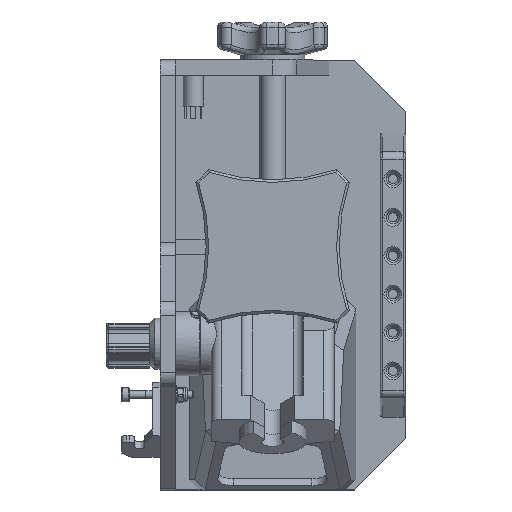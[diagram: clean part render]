
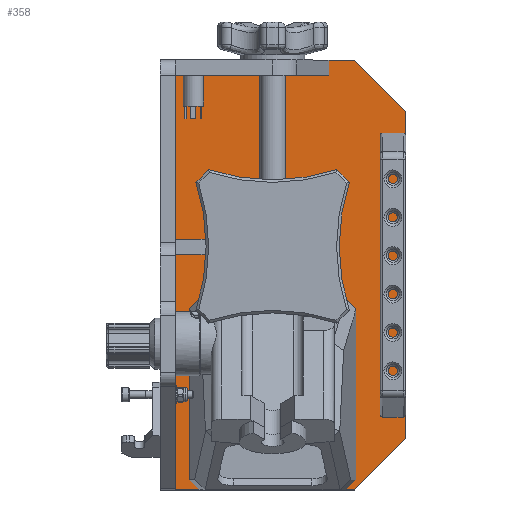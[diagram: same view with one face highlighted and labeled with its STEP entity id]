
A CAD part, top view. The second image highlights one B-rep face of the part: STEP entity #358.
In plain terms, the highlighted planar face has unit normal (0, 0, 1).
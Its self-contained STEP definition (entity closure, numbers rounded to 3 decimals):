
#76 = VERTEX_POINT('',#77);
#77 = CARTESIAN_POINT('',(0.,168.,6.));
#83 = EDGE_CURVE('',#76,#84,#86,.T.);
#84 = VERTEX_POINT('',#85);
#85 = CARTESIAN_POINT('',(0.,0.,6.));
#86 = LINE('',#87,#88);
#87 = CARTESIAN_POINT('',(0.,168.,6.));
#88 = VECTOR('',#89,1.);
#89 = DIRECTION('',(0.,-1.,0.));
#168 = VERTEX_POINT('',#169);
#169 = CARTESIAN_POINT('',(70.,168.,6.));
#175 = EDGE_CURVE('',#168,#76,#176,.T.);
#176 = LINE('',#177,#178);
#177 = CARTESIAN_POINT('',(70.,168.,6.));
#178 = VECTOR('',#179,1.);
#179 = DIRECTION('',(-1.,0.,0.));
#358 = ADVANCED_FACE('',(#359,#393,#404,#415,#426,#437,#448,#459,#470),
  #481,.T.);
#359 = FACE_BOUND('',#360,.T.);
#360 = EDGE_LOOP('',(#361,#362,#370,#378,#386,#392));
#361 = ORIENTED_EDGE('',*,*,#83,.T.);
#362 = ORIENTED_EDGE('',*,*,#363,.T.);
#363 = EDGE_CURVE('',#84,#364,#366,.T.);
#364 = VERTEX_POINT('',#365);
#365 = CARTESIAN_POINT('',(70.,0.,6.));
#366 = LINE('',#367,#368);
#367 = CARTESIAN_POINT('',(0.,0.,6.));
#368 = VECTOR('',#369,1.);
#369 = DIRECTION('',(1.,0.,0.));
#370 = ORIENTED_EDGE('',*,*,#371,.T.);
#371 = EDGE_CURVE('',#364,#372,#374,.T.);
#372 = VERTEX_POINT('',#373);
#373 = CARTESIAN_POINT('',(90.,20.,6.));
#374 = LINE('',#375,#376);
#375 = CARTESIAN_POINT('',(70.,0.,6.));
#376 = VECTOR('',#377,1.);
#377 = DIRECTION('',(0.707,0.707,0.));
#378 = ORIENTED_EDGE('',*,*,#379,.T.);
#379 = EDGE_CURVE('',#372,#380,#382,.T.);
#380 = VERTEX_POINT('',#381);
#381 = CARTESIAN_POINT('',(90.,148.,6.));
#382 = LINE('',#383,#384);
#383 = CARTESIAN_POINT('',(90.,20.,6.));
#384 = VECTOR('',#385,1.);
#385 = DIRECTION('',(0.,1.,0.));
#386 = ORIENTED_EDGE('',*,*,#387,.F.);
#387 = EDGE_CURVE('',#168,#380,#388,.T.);
#388 = LINE('',#389,#390);
#389 = CARTESIAN_POINT('',(70.,168.,6.));
#390 = VECTOR('',#391,1.);
#391 = DIRECTION('',(0.707,-0.707,0.));
#392 = ORIENTED_EDGE('',*,*,#175,.T.);
#393 = FACE_BOUND('',#394,.T.);
#394 = EDGE_LOOP('',(#395));
#395 = ORIENTED_EDGE('',*,*,#396,.F.);
#396 = EDGE_CURVE('',#397,#397,#399,.T.);
#397 = VERTEX_POINT('',#398);
#398 = CARTESIAN_POINT('',(21.3,35.,6.));
#399 = CIRCLE('',#400,1.7);
#400 = AXIS2_PLACEMENT_3D('',#401,#402,#403);
#401 = CARTESIAN_POINT('',(23.,35.,6.));
#402 = DIRECTION('',(0.,0.,1.));
#403 = DIRECTION('',(-1.,0.,0.));
#404 = FACE_BOUND('',#405,.T.);
#405 = EDGE_LOOP('',(#406));
#406 = ORIENTED_EDGE('',*,*,#407,.F.);
#407 = EDGE_CURVE('',#408,#408,#410,.T.);
#408 = VERTEX_POINT('',#409);
#409 = CARTESIAN_POINT('',(16.3,95.,6.));
#410 = CIRCLE('',#411,1.7);
#411 = AXIS2_PLACEMENT_3D('',#412,#413,#414);
#412 = CARTESIAN_POINT('',(18.,95.,6.));
#413 = DIRECTION('',(0.,0.,1.));
#414 = DIRECTION('',(-1.,0.,0.));
#415 = FACE_BOUND('',#416,.T.);
#416 = EDGE_LOOP('',(#417));
#417 = ORIENTED_EDGE('',*,*,#418,.F.);
#418 = EDGE_CURVE('',#419,#419,#421,.T.);
#419 = VERTEX_POINT('',#420);
#420 = CARTESIAN_POINT('',(46.3,95.,6.));
#421 = CIRCLE('',#422,1.7);
#422 = AXIS2_PLACEMENT_3D('',#423,#424,#425);
#423 = CARTESIAN_POINT('',(48.,95.,6.));
#424 = DIRECTION('',(0.,0.,1.));
#425 = DIRECTION('',(-1.,0.,0.));
#426 = FACE_BOUND('',#427,.T.);
#427 = EDGE_LOOP('',(#428));
#428 = ORIENTED_EDGE('',*,*,#429,.F.);
#429 = EDGE_CURVE('',#430,#430,#432,.T.);
#430 = VERTEX_POINT('',#431);
#431 = CARTESIAN_POINT('',(51.3,35.,6.));
#432 = CIRCLE('',#433,1.7);
#433 = AXIS2_PLACEMENT_3D('',#434,#435,#436);
#434 = CARTESIAN_POINT('',(53.,35.,6.));
#435 = DIRECTION('',(0.,0.,1.));
#436 = DIRECTION('',(-1.,0.,0.));
#437 = FACE_BOUND('',#438,.T.);
#438 = EDGE_LOOP('',(#439));
#439 = ORIENTED_EDGE('',*,*,#440,.F.);
#440 = EDGE_CURVE('',#441,#441,#443,.T.);
#441 = VERTEX_POINT('',#442);
#442 = CARTESIAN_POINT('',(83.3,36.5,6.));
#443 = CIRCLE('',#444,1.7);
#444 = AXIS2_PLACEMENT_3D('',#445,#446,#447);
#445 = CARTESIAN_POINT('',(85.,36.5,6.));
#446 = DIRECTION('',(0.,0.,1.));
#447 = DIRECTION('',(-1.,0.,0.));
#448 = FACE_BOUND('',#449,.T.);
#449 = EDGE_LOOP('',(#450));
#450 = ORIENTED_EDGE('',*,*,#451,.F.);
#451 = EDGE_CURVE('',#452,#452,#454,.T.);
#452 = VERTEX_POINT('',#453);
#453 = CARTESIAN_POINT('',(16.3,165.,6.));
#454 = CIRCLE('',#455,1.7);
#455 = AXIS2_PLACEMENT_3D('',#456,#457,#458);
#456 = CARTESIAN_POINT('',(18.,165.,6.));
#457 = DIRECTION('',(0.,0.,1.));
#458 = DIRECTION('',(-1.,0.,0.));
#459 = FACE_BOUND('',#460,.T.);
#460 = EDGE_LOOP('',(#461));
#461 = ORIENTED_EDGE('',*,*,#462,.F.);
#462 = EDGE_CURVE('',#463,#463,#465,.T.);
#463 = VERTEX_POINT('',#464);
#464 = CARTESIAN_POINT('',(46.3,165.,6.));
#465 = CIRCLE('',#466,1.7);
#466 = AXIS2_PLACEMENT_3D('',#467,#468,#469);
#467 = CARTESIAN_POINT('',(48.,165.,6.));
#468 = DIRECTION('',(0.,0.,1.));
#469 = DIRECTION('',(-1.,0.,0.));
#470 = FACE_BOUND('',#471,.T.);
#471 = EDGE_LOOP('',(#472));
#472 = ORIENTED_EDGE('',*,*,#473,.F.);
#473 = EDGE_CURVE('',#474,#474,#476,.T.);
#474 = VERTEX_POINT('',#475);
#475 = CARTESIAN_POINT('',(83.3,131.5,6.));
#476 = CIRCLE('',#477,1.7);
#477 = AXIS2_PLACEMENT_3D('',#478,#479,#480);
#478 = CARTESIAN_POINT('',(85.,131.5,6.));
#479 = DIRECTION('',(0.,0.,1.));
#480 = DIRECTION('',(-1.,0.,0.));
#481 = PLANE('',#482);
#482 = AXIS2_PLACEMENT_3D('',#483,#484,#485);
#483 = CARTESIAN_POINT('',(42.523,84.,6.));
#484 = DIRECTION('',(0.,0.,1.));
#485 = DIRECTION('',(1.,0.,0.));
